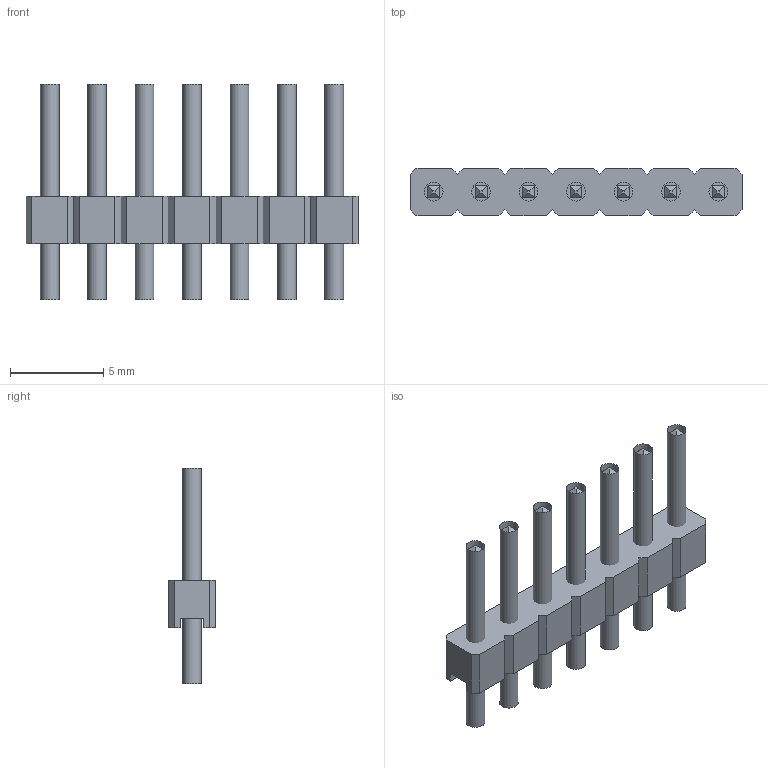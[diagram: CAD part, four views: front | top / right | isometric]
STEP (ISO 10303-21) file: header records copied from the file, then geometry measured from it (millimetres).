
FILE_DESCRIPTION(/* description */ ('-'),/* implementation_level */ '2;1');
FILE_NAME(/* name */ 'Stiftleiste, RM 2,54 mm - 6-3 mm, gerade - 1 x 7 - schwarz',/* time_stamp */ '2022-04-18T13:39:32+02:00',/* author */ ('c.wilms'),/* organization */ ('-'),/* preprocessor_version */ 'ST-DEVELOPER v16.7',/* originating_system */ 'Solid Edge',/* authorisation */ 'Unknown');
FILE_SCHEMA (('AUTOMOTIVE_DESIGN {1 0 10303 214 3 1 1}'));
Length unit declared in the file: millimetre
Products named in the file (3): Stiftleiste, RM 2,54 mm - 6-3 mm, gerade - 1 x 7 - schwarz; Stiftleiste, RM 2,54 mm - Träger - 1 x 7 - schwarz; Stiftleiste, RM 2,54 mm - Stift -  6-3 mm, gerade
Assembly tree (8 placements, depth 2):
  Stiftleiste, RM 2,54 mm - 6-3 mm, gerade - 1 x 7 - schwarz
    Stiftleiste, RM 2,54 mm - Träger - 1 x 7 - schwarz
    Stiftleiste, RM 2,54 mm - Stift -  6-3 mm, gerade  x7
Bounding box: 17.78 x 2.54 x 11.54 mm (x, y, z)
Volume: 126.1 mm3; surface area: 696 mm2
Topology: 8 solids, 15 shells, 239 faces, 669 edges, 446 vertices
Faces by surface type: plane 176, cylinder 63
Full cylindrical faces by diameter (mm): 1 x7
Entity records: 4268 total; most frequent: CARTESIAN_POINT 738, ORIENTED_EDGE 722, DIRECTION 704, EDGE_CURVE 362, LINE 288, VECTOR 288, VERTEX_POINT 242, AXIS2_PLACEMENT_3D 208
